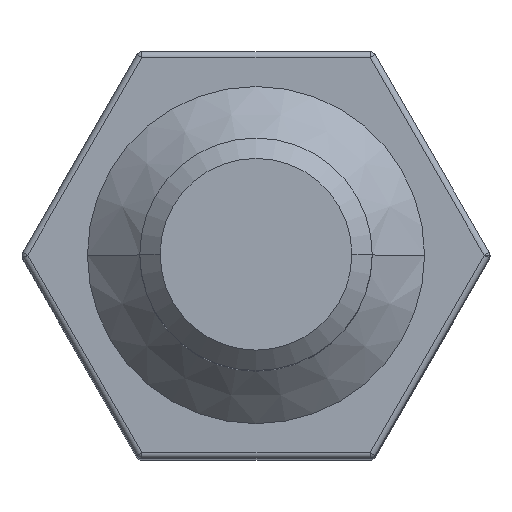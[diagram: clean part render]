
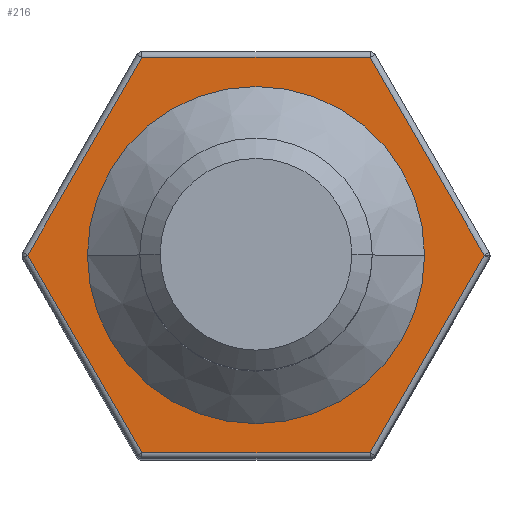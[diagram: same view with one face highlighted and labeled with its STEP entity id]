
A CAD part, top view. The second image highlights one B-rep face of the part: STEP entity #216.
In plain terms, the highlighted planar face has unit normal (0, 0, 1).
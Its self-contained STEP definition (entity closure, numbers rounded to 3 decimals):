
#7 = CARTESIAN_POINT ( 'NONE',  ( 2.9, 0., 0. ) ) ;
#114 = DIRECTION ( 'NONE',  ( -1., 0., 0. ) ) ;
#116 = DIRECTION ( 'NONE',  ( 0., 0., -1. ) ) ;
#118 = CARTESIAN_POINT ( 'NONE',  ( 0., 0., 0. ) ) ;
#146 = DIRECTION ( 'NONE',  ( -0.5, 0.866, 0. ) ) ;
#165 = DIRECTION ( 'NONE',  ( -1., 0., 0. ) ) ;
#168 = CARTESIAN_POINT ( 'NONE',  ( 1.934, 3.45, 0. ) ) ;
#169 = CARTESIAN_POINT ( 'NONE',  ( -4.041, 3.4, 0. ) ) ;
#181 = LINE ( 'NONE', #364, #370 ) ;
#184 = VECTOR ( 'NONE', #913, 1000. ) ;
#216 = ADVANCED_FACE ( 'NONE', ( #928, #818 ), #871, .F. ) ;
#243 = ORIENTED_EDGE ( 'NONE', *, *, #509, .T. ) ;
#262 = CARTESIAN_POINT ( 'NONE',  ( -1.963, 3.4, 0. ) ) ;
#292 = CARTESIAN_POINT ( 'NONE',  ( 1.963, -3.4, 0. ) ) ;
#320 = DIRECTION ( 'NONE',  ( -1., 0., 0. ) ) ;
#321 = DIRECTION ( 'NONE',  ( 0., 0., -1. ) ) ;
#323 = CARTESIAN_POINT ( 'NONE',  ( 0., 0., 0. ) ) ;
#352 = VECTOR ( 'NONE', #1206, 1000. ) ;
#364 = CARTESIAN_POINT ( 'NONE',  ( -4.041, -3.4, 0. ) ) ;
#370 = VECTOR ( 'NONE', #491, 1000. ) ;
#380 = CARTESIAN_POINT ( 'NONE',  ( -2.9, 0., 0. ) ) ;
#391 = VECTOR ( 'NONE', #699, 1000. ) ;
#394 = LINE ( 'NONE', #1093, #352 ) ;
#399 = VERTEX_POINT ( 'NONE', #475 ) ;
#411 = LINE ( 'NONE', #590, #184 ) ;
#427 = CARTESIAN_POINT ( 'NONE',  ( 3.926, 0., 0. ) ) ;
#466 = LINE ( 'NONE', #1311, #391 ) ;
#468 = VERTEX_POINT ( 'NONE', #380 ) ;
#475 = CARTESIAN_POINT ( 'NONE',  ( 1.963, 3.4, 0. ) ) ;
#481 = EDGE_LOOP ( 'NONE', ( #558, #710, #1255, #1276, #1323, #1418 ) ) ;
#491 = DIRECTION ( 'NONE',  ( 1., 0., 0. ) ) ;
#509 = EDGE_CURVE ( 'NONE', #468, #969, #1037, .T. ) ;
#526 = ORIENTED_EDGE ( 'NONE', *, *, #602, .T. ) ;
#539 = CARTESIAN_POINT ( 'NONE',  ( -3.926, 0., 0. ) ) ;
#558 = ORIENTED_EDGE ( 'NONE', *, *, #589, .T. ) ;
#564 = VERTEX_POINT ( 'NONE', #262 ) ;
#586 = EDGE_CURVE ( 'NONE', #399, #564, #931, .T. ) ;
#589 = EDGE_CURVE ( 'NONE', #1175, #399, #648, .T. ) ;
#590 = CARTESIAN_POINT ( 'NONE',  ( -3.955, 0.05, 0. ) ) ;
#598 = VECTOR ( 'NONE', #146, 1000. ) ;
#602 = EDGE_CURVE ( 'NONE', #969, #468, #684, .T. ) ;
#620 = VECTOR ( 'NONE', #165, 1000. ) ;
#648 = LINE ( 'NONE', #168, #598 ) ;
#673 = EDGE_CURVE ( 'NONE', #564, #1027, #466, .T. ) ;
#676 = EDGE_CURVE ( 'NONE', #1027, #690, #411, .T. ) ;
#678 = EDGE_CURVE ( 'NONE', #690, #921, #181, .T. ) ;
#684 = CIRCLE ( 'NONE', #1398, 2.9 ) ;
#685 = EDGE_CURVE ( 'NONE', #921, #1175, #394, .T. ) ;
#690 = VERTEX_POINT ( 'NONE', #1404 ) ;
#699 = DIRECTION ( 'NONE',  ( -0.5, -0.866, 0. ) ) ;
#710 = ORIENTED_EDGE ( 'NONE', *, *, #586, .T. ) ;
#818 = FACE_BOUND ( 'NONE', #1310, .T. ) ;
#847 = DIRECTION ( 'NONE',  ( -1., 0., 0. ) ) ;
#849 = DIRECTION ( 'NONE',  ( 0., 0., -1. ) ) ;
#867 = CARTESIAN_POINT ( 'NONE',  ( -4.041, 0., 0. ) ) ;
#871 = PLANE ( 'NONE',  #1183 ) ;
#913 = DIRECTION ( 'NONE',  ( 0.5, -0.866, 0. ) ) ;
#921 = VERTEX_POINT ( 'NONE', #292 ) ;
#928 = FACE_OUTER_BOUND ( 'NONE', #481, .T. ) ;
#931 = LINE ( 'NONE', #169, #620 ) ;
#969 = VERTEX_POINT ( 'NONE', #7 ) ;
#1027 = VERTEX_POINT ( 'NONE', #539 ) ;
#1037 = CIRCLE ( 'NONE', #1419, 2.9 ) ;
#1093 = CARTESIAN_POINT ( 'NONE',  ( 1.934, -3.45, 0. ) ) ;
#1175 = VERTEX_POINT ( 'NONE', #427 ) ;
#1183 = AXIS2_PLACEMENT_3D ( 'NONE', #867, #849, #847 ) ;
#1206 = DIRECTION ( 'NONE',  ( 0.5, 0.866, 0. ) ) ;
#1255 = ORIENTED_EDGE ( 'NONE', *, *, #673, .T. ) ;
#1276 = ORIENTED_EDGE ( 'NONE', *, *, #676, .T. ) ;
#1310 = EDGE_LOOP ( 'NONE', ( #243, #526 ) ) ;
#1311 = CARTESIAN_POINT ( 'NONE',  ( -3.955, -0.05, 0. ) ) ;
#1323 = ORIENTED_EDGE ( 'NONE', *, *, #678, .T. ) ;
#1398 = AXIS2_PLACEMENT_3D ( 'NONE', #118, #116, #114 ) ;
#1404 = CARTESIAN_POINT ( 'NONE',  ( -1.963, -3.4, 0. ) ) ;
#1418 = ORIENTED_EDGE ( 'NONE', *, *, #685, .T. ) ;
#1419 = AXIS2_PLACEMENT_3D ( 'NONE', #323, #321, #320 ) ;
